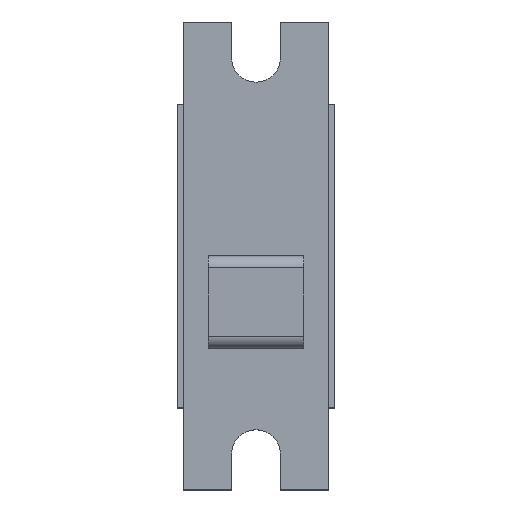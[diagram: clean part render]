
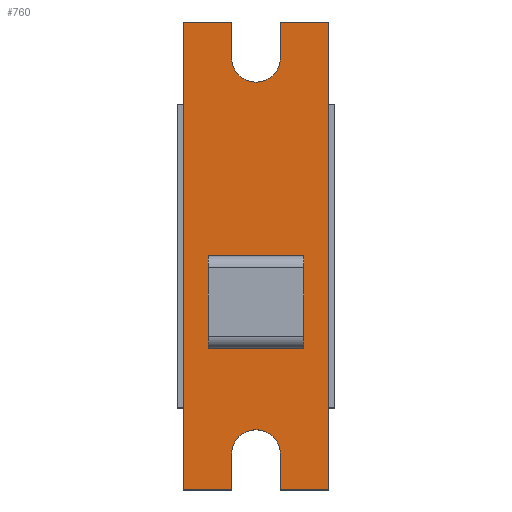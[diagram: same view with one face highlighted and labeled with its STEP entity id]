
A CAD part, top view. The second image highlights one B-rep face of the part: STEP entity #760.
In plain terms, the highlighted planar face has unit normal (0, 0, 1).
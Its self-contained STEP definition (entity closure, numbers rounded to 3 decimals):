
#30=CIRCLE('',#813,1.015);
#32=CIRCLE('',#821,1.015);
#127=FACE_OUTER_BOUND('',#176,.T.);
#176=EDGE_LOOP('',(#631,#632,#633,#634,#635,#636,#637,#638,#639,#640,#641,
#642));
#203=LINE('',#1707,#264);
#207=LINE('',#1719,#268);
#210=LINE('',#1725,#271);
#213=LINE('',#1731,#274);
#216=LINE('',#1737,#277);
#219=LINE('',#1743,#280);
#223=LINE('',#1755,#284);
#226=LINE('',#1761,#287);
#229=LINE('',#1767,#290);
#232=LINE('',#1771,#293);
#264=VECTOR('',#903,10.);
#268=VECTOR('',#915,10.);
#271=VECTOR('',#920,10.);
#274=VECTOR('',#925,10.);
#277=VECTOR('',#930,10.);
#280=VECTOR('',#935,10.);
#284=VECTOR('',#947,10.);
#287=VECTOR('',#952,10.);
#290=VECTOR('',#957,10.);
#293=VECTOR('',#962,10.);
#342=VERTEX_POINT('',#1704);
#343=VERTEX_POINT('',#1706);
#345=VERTEX_POINT('',#1712);
#347=VERTEX_POINT('',#1718);
#349=VERTEX_POINT('',#1724);
#351=VERTEX_POINT('',#1730);
#353=VERTEX_POINT('',#1736);
#355=VERTEX_POINT('',#1742);
#357=VERTEX_POINT('',#1748);
#359=VERTEX_POINT('',#1754);
#361=VERTEX_POINT('',#1760);
#363=VERTEX_POINT('',#1766);
#429=EDGE_CURVE('',#343,#342,#203,.T.);
#432=EDGE_CURVE('',#345,#343,#30,.T.);
#435=EDGE_CURVE('',#347,#345,#207,.T.);
#438=EDGE_CURVE('',#349,#347,#210,.T.);
#441=EDGE_CURVE('',#351,#349,#213,.T.);
#444=EDGE_CURVE('',#353,#351,#216,.T.);
#447=EDGE_CURVE('',#355,#353,#219,.T.);
#450=EDGE_CURVE('',#357,#355,#32,.T.);
#453=EDGE_CURVE('',#359,#357,#223,.T.);
#456=EDGE_CURVE('',#361,#359,#226,.T.);
#459=EDGE_CURVE('',#363,#361,#229,.T.);
#462=EDGE_CURVE('',#342,#363,#232,.T.);
#631=ORIENTED_EDGE('',*,*,#462,.T.);
#632=ORIENTED_EDGE('',*,*,#459,.T.);
#633=ORIENTED_EDGE('',*,*,#456,.T.);
#634=ORIENTED_EDGE('',*,*,#453,.T.);
#635=ORIENTED_EDGE('',*,*,#450,.T.);
#636=ORIENTED_EDGE('',*,*,#447,.T.);
#637=ORIENTED_EDGE('',*,*,#444,.T.);
#638=ORIENTED_EDGE('',*,*,#441,.T.);
#639=ORIENTED_EDGE('',*,*,#438,.T.);
#640=ORIENTED_EDGE('',*,*,#435,.T.);
#641=ORIENTED_EDGE('',*,*,#432,.T.);
#642=ORIENTED_EDGE('',*,*,#429,.T.);
#713=PLANE('',#826);
#760=ADVANCED_FACE('',(#127),#713,.T.);
#813=AXIS2_PLACEMENT_3D('',#1713,#909,#910);
#821=AXIS2_PLACEMENT_3D('',#1749,#941,#942);
#826=AXIS2_PLACEMENT_3D('',#1772,#963,#964);
#903=DIRECTION('',(0.,1.,0.));
#909=DIRECTION('center_axis',(0.,0.,-1.));
#910=DIRECTION('ref_axis',(-1.,0.,0.));
#915=DIRECTION('',(0.,-1.,0.));
#920=DIRECTION('',(-1.,0.,0.));
#925=DIRECTION('',(0.,1.,0.));
#930=DIRECTION('',(1.,0.,0.));
#935=DIRECTION('',(0.,-1.,0.));
#941=DIRECTION('center_axis',(0.,0.,-1.));
#942=DIRECTION('ref_axis',(1.,0.,0.));
#947=DIRECTION('',(0.,1.,0.));
#952=DIRECTION('',(1.,0.,0.));
#957=DIRECTION('',(0.,-1.,0.));
#962=DIRECTION('',(-1.,0.,0.));
#963=DIRECTION('center_axis',(0.,0.,1.));
#964=DIRECTION('ref_axis',(-1.,0.,0.));
#1704=CARTESIAN_POINT('',(-1.015,9.78,6.65));
#1706=CARTESIAN_POINT('',(-1.015,8.28,6.65));
#1707=CARTESIAN_POINT('',(-1.015,8.28,6.65));
#1712=CARTESIAN_POINT('',(1.015,8.28,6.65));
#1713=CARTESIAN_POINT('Origin',(0.,8.28,6.65));
#1718=CARTESIAN_POINT('',(1.015,9.78,6.65));
#1719=CARTESIAN_POINT('',(1.015,8.28,6.65));
#1724=CARTESIAN_POINT('',(3.05,9.78,6.65));
#1725=CARTESIAN_POINT('',(3.05,9.78,6.65));
#1730=CARTESIAN_POINT('',(3.05,-9.78,6.65));
#1731=CARTESIAN_POINT('',(3.05,-9.78,6.65));
#1736=CARTESIAN_POINT('',(1.015,-9.78,6.65));
#1737=CARTESIAN_POINT('',(1.015,-9.78,6.65));
#1742=CARTESIAN_POINT('',(1.015,-8.28,6.65));
#1743=CARTESIAN_POINT('',(1.015,-8.28,6.65));
#1748=CARTESIAN_POINT('',(-1.015,-8.28,6.65));
#1749=CARTESIAN_POINT('Origin',(0.,-8.28,6.65));
#1754=CARTESIAN_POINT('',(-1.015,-9.78,6.65));
#1755=CARTESIAN_POINT('',(-1.015,-8.28,6.65));
#1760=CARTESIAN_POINT('',(-3.05,-9.78,6.65));
#1761=CARTESIAN_POINT('',(-3.05,-9.78,6.65));
#1766=CARTESIAN_POINT('',(-3.05,9.78,6.65));
#1767=CARTESIAN_POINT('',(-3.05,9.78,6.65));
#1771=CARTESIAN_POINT('',(-1.015,9.78,6.65));
#1772=CARTESIAN_POINT('Origin',(0.,0.,
6.65));
